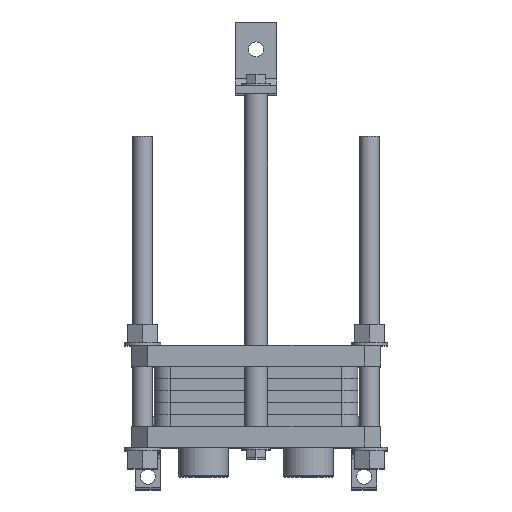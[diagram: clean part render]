
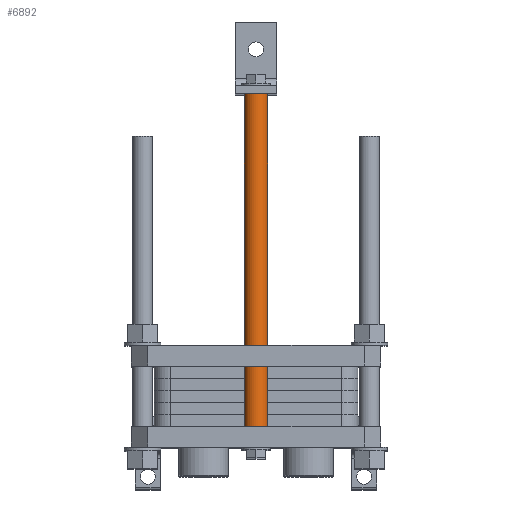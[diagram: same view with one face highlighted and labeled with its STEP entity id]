
A CAD part, top view. The second image highlights one B-rep face of the part: STEP entity #6892.
In plain terms, the highlighted cylindrical face has radius 14 mm (diameter 28 mm), a full revolution.
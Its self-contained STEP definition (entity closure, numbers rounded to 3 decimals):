
#512=FACE_BOUND('',#2813,.T.);
#595=CYLINDRICAL_SURFACE('',#7372,14.);
#2367=FACE_OUTER_BOUND('',#2812,.T.);
#2812=EDGE_LOOP('',(#5716));
#2813=EDGE_LOOP('',(#5717));
#3001=CIRCLE('',#7071,14.);
#3097=CIRCLE('',#7371,14.);
#3319=VERTEX_POINT('',#9875);
#3637=VERTEX_POINT('',#10857);
#3911=EDGE_CURVE('',#3319,#3319,#3001,.T.);
#4371=EDGE_CURVE('',#3637,#3637,#3097,.T.);
#5716=ORIENTED_EDGE('',*,*,#3911,.F.);
#5717=ORIENTED_EDGE('',*,*,#4371,.F.);
#6892=ADVANCED_FACE('',(#2367,#512),#595,.T.);
#7071=AXIS2_PLACEMENT_3D('',#9876,#7799,#7800);
#7371=AXIS2_PLACEMENT_3D('',#10858,#8763,#8764);
#7372=AXIS2_PLACEMENT_3D('',#10859,#8765,#8766);
#7799=DIRECTION('center_axis',(0.,1.,0.));
#7800=DIRECTION('ref_axis',(-1.,0.,0.));
#8763=DIRECTION('center_axis',(0.,-1.,0.));
#8764=DIRECTION('ref_axis',(-1.,0.,0.));
#8765=DIRECTION('center_axis',(0.,1.,0.));
#8766=DIRECTION('ref_axis',(-1.,0.,0.));
#9875=CARTESIAN_POINT('',(14.,400.,873.));
#9876=CARTESIAN_POINT('Origin',(0.,400.,873.));
#10857=CARTESIAN_POINT('',(14.,0.,873.));
#10858=CARTESIAN_POINT('Origin',(0.,0.,
873.));
#10859=CARTESIAN_POINT('Origin',(0.,0.,
873.));
